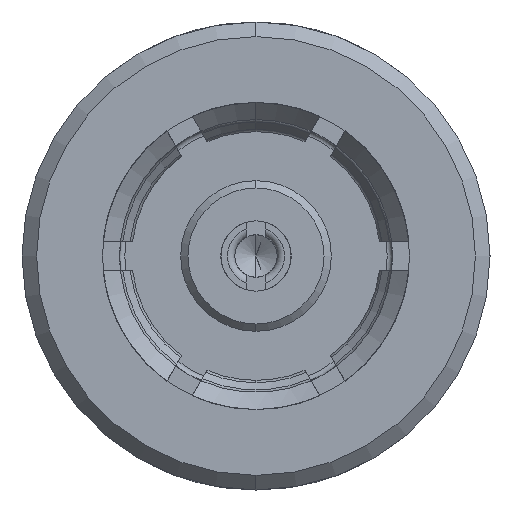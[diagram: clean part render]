
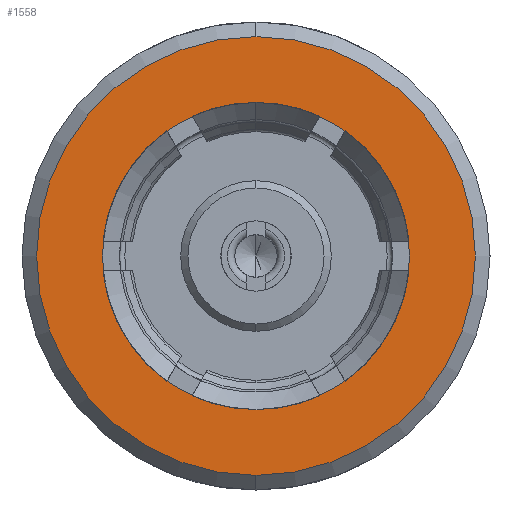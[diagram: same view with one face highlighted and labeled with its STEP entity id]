
A CAD part, left-side view. The second image highlights one B-rep face of the part: STEP entity #1558.
In plain terms, the highlighted planar face has unit normal (-1, 0, 0).
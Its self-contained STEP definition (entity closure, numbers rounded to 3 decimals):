
#59 = AXIS2_PLACEMENT_3D ( 'NONE', #5471, #1895, #6084 ) ;
#662 = AXIS2_PLACEMENT_3D ( 'NONE', #5581, #2008, #6193 ) ;
#930 = CARTESIAN_POINT ( 'NONE',  ( -2.2, 0., 0. ) ) ;
#1055 = AXIS2_PLACEMENT_3D ( 'NONE', #3889, #3707, #3133 ) ;
#1238 = PLANE ( 'NONE',  #1055 ) ;
#1332 = CARTESIAN_POINT ( 'NONE',  ( -2.2, 0., 0. ) ) ;
#1536 = DIRECTION ( 'NONE',  ( 0., 0., 1. ) ) ;
#1558 = ADVANCED_FACE ( 'NONE', ( #5355, #3788 ), #1238, .F. ) ;
#1869 = ORIENTED_EDGE ( 'NONE', *, *, #6973, .T. ) ;
#1895 = DIRECTION ( 'NONE',  ( -1., 0., 0. ) ) ;
#1949 = DIRECTION ( 'NONE',  ( 0., 0., 1. ) ) ;
#2008 = DIRECTION ( 'NONE',  ( -1., 0., 0. ) ) ;
#2192 = VERTEX_POINT ( 'NONE', #6950 ) ;
#2631 = AXIS2_PLACEMENT_3D ( 'NONE', #1332, #5529, #1949 ) ;
#2885 = VERTEX_POINT ( 'NONE', #5569 ) ;
#3133 = DIRECTION ( 'NONE',  ( 0., 0., -1. ) ) ;
#3707 = DIRECTION ( 'NONE',  ( 1., 0., 0. ) ) ;
#3788 = FACE_BOUND ( 'NONE', #5105, .T. ) ;
#3831 = CIRCLE ( 'NONE', #5273, 2.1 ) ;
#3889 = CARTESIAN_POINT ( 'NONE',  ( -2.2, 2.65, 0. ) ) ;
#3938 = CARTESIAN_POINT ( 'NONE',  ( -2.2, 0., 2.1 ) ) ;
#4213 = CIRCLE ( 'NONE', #59, 3. ) ;
#4511 = EDGE_CURVE ( 'NONE', #2192, #6517, #4213, .T. ) ;
#4532 = EDGE_CURVE ( 'NONE', #2885, #5584, #6642, .T. ) ;
#4710 = EDGE_CURVE ( 'NONE', #5584, #2885, #3831, .T. ) ;
#4869 = ORIENTED_EDGE ( 'NONE', *, *, #4511, .T. ) ;
#5071 = CARTESIAN_POINT ( 'NONE',  ( -2.2, 0., 3. ) ) ;
#5105 = EDGE_LOOP ( 'NONE', ( #6011, #6807 ) ) ;
#5144 = DIRECTION ( 'NONE',  ( -1., 0., 0. ) ) ;
#5273 = AXIS2_PLACEMENT_3D ( 'NONE', #930, #5144, #1536 ) ;
#5355 = FACE_OUTER_BOUND ( 'NONE', #5769, .T. ) ;
#5471 = CARTESIAN_POINT ( 'NONE',  ( -2.2, 0., 0. ) ) ;
#5529 = DIRECTION ( 'NONE',  ( -1., 0., 0. ) ) ;
#5569 = CARTESIAN_POINT ( 'NONE',  ( -2.2, 0., -2.1 ) ) ;
#5581 = CARTESIAN_POINT ( 'NONE',  ( -2.2, 0., 0. ) ) ;
#5584 = VERTEX_POINT ( 'NONE', #3938 ) ;
#5769 = EDGE_LOOP ( 'NONE', ( #4869, #1869 ) ) ;
#6011 = ORIENTED_EDGE ( 'NONE', *, *, #4710, .F. ) ;
#6084 = DIRECTION ( 'NONE',  ( 0., 0., -1. ) ) ;
#6193 = DIRECTION ( 'NONE',  ( 0., 0., -1. ) ) ;
#6517 = VERTEX_POINT ( 'NONE', #5071 ) ;
#6642 = CIRCLE ( 'NONE', #2631, 2.1 ) ;
#6807 = ORIENTED_EDGE ( 'NONE', *, *, #4532, .F. ) ;
#6938 = CIRCLE ( 'NONE', #662, 3. ) ;
#6950 = CARTESIAN_POINT ( 'NONE',  ( -2.2, 0., -3. ) ) ;
#6973 = EDGE_CURVE ( 'NONE', #6517, #2192, #6938, .T. ) ;
